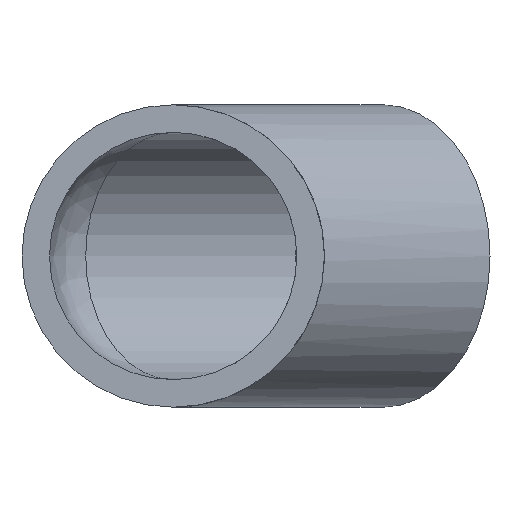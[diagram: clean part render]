
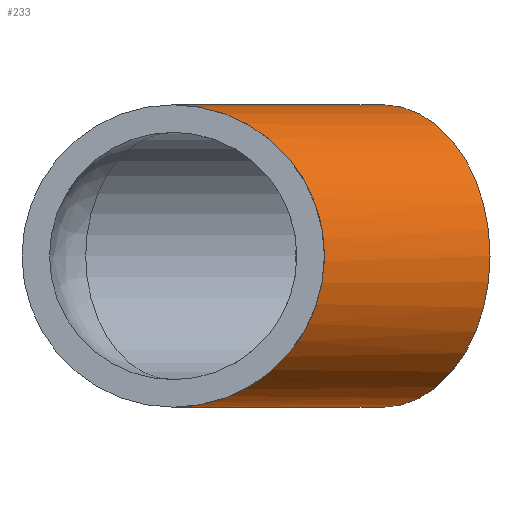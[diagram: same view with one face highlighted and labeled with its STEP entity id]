
A CAD part, left-side view. The second image highlights one B-rep face of the part: STEP entity #233.
In plain terms, the highlighted cylindrical face has radius 55 mm (diameter 110 mm), a full revolution.
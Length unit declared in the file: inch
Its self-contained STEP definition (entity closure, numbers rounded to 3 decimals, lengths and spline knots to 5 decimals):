
#1 =( BOUNDED_CURVE ( )  B_SPLINE_CURVE ( 3, ( #31, #302, #46, #62 ),
 .UNSPECIFIED., .F., .T. ) 
 B_SPLINE_CURVE_WITH_KNOTS ( ( 4, 4 ),
 ( 1.5708, 4.71239 ),
 .UNSPECIFIED. ) 
 CURVE ( )  GEOMETRIC_REPRESENTATION_ITEM ( )  RATIONAL_B_SPLINE_CURVE ( ( 1., 0.333, 0.333, 1. ) ) 
 REPRESENTATION_ITEM ( '' )  );
#8 = CARTESIAN_POINT ( 'NONE',  ( 4.25197, 0., -2.16535 ) ) ;
#14 = AXIS2_PLACEMENT_3D ( 'NONE', #299, #158, #106 ) ;
#30 = ORIENTED_EDGE ( 'NONE', *, *, #240, .T. ) ;
#31 = CARTESIAN_POINT ( 'NONE',  ( 4.25197, 0., 2.16535 ) ) ;
#46 = CARTESIAN_POINT ( 'NONE',  ( 2.45813, -4.33071, -2.16535 ) ) ;
#48 = CIRCLE ( 'NONE', #194, 2.16535 ) ;
#56 = ORIENTED_EDGE ( 'NONE', *, *, #220, .T. ) ;
#57 = EDGE_LOOP ( 'NONE', ( #30 ) ) ;
#62 = CARTESIAN_POINT ( 'NONE',  ( 4.25197, 0., -2.16535 ) ) ;
#66 = EDGE_LOOP ( 'NONE', ( #56, #85 ) ) ;
#67 = AXIS2_PLACEMENT_3D ( 'NONE', #242, #213, #148 ) ;
#83 = VERTEX_POINT ( 'NONE', #8 ) ;
#85 = ORIENTED_EDGE ( 'NONE', *, *, #196, .T. ) ;
#100 = CARTESIAN_POINT ( 'NONE',  ( 4.25197, 0., 0. ) ) ;
#106 = DIRECTION ( 'NONE',  ( 0.707, 0.707, 0. ) ) ;
#115 = DIRECTION ( 'NONE',  ( 0.707, -0.707, 0. ) ) ;
#123 = VERTEX_POINT ( 'NONE', #132 ) ;
#132 = CARTESIAN_POINT ( 'NONE',  ( 8.7897, -1.47546, 0. ) ) ;
#148 = DIRECTION ( 'NONE',  ( 0.707, 0.707, 0. ) ) ;
#158 = DIRECTION ( 'NONE',  ( 0.707, -0.707, 0. ) ) ;
#164 = DIRECTION ( 'NONE',  ( 0.707, 0.707, 0. ) ) ;
#176 = VERTEX_POINT ( 'NONE', #280 ) ;
#179 = FACE_OUTER_BOUND ( 'NONE', #57, .T. ) ;
#194 = AXIS2_PLACEMENT_3D ( 'NONE', #100, #115, #164 ) ;
#196 = EDGE_CURVE ( 'NONE', #83, #176, #48, .T. ) ;
#198 = FACE_OUTER_BOUND ( 'NONE', #66, .T. ) ;
#213 = DIRECTION ( 'NONE',  ( -0.707, 0.707, 0. ) ) ;
#220 = EDGE_CURVE ( 'NONE', #176, #83, #1, .T. ) ;
#233 = ADVANCED_FACE ( 'NONE', ( #179, #198 ), #297, .T. ) ;
#236 = CIRCLE ( 'NONE', #67, 2.16535 ) ;
#240 = EDGE_CURVE ( 'NONE', #123, #123, #236, .T. ) ;
#242 = CARTESIAN_POINT ( 'NONE',  ( 7.25856, -3.0066, 0. ) ) ;
#280 = CARTESIAN_POINT ( 'NONE',  ( 4.25197, 0., 2.16535 ) ) ;
#297 = CYLINDRICAL_SURFACE ( 'NONE', #14, 2.16535 ) ;
#299 = CARTESIAN_POINT ( 'NONE',  ( 5.75527, -1.5033, 0. ) ) ;
#302 = CARTESIAN_POINT ( 'NONE',  ( 2.45813, -4.33071, 2.16535 ) ) ;
